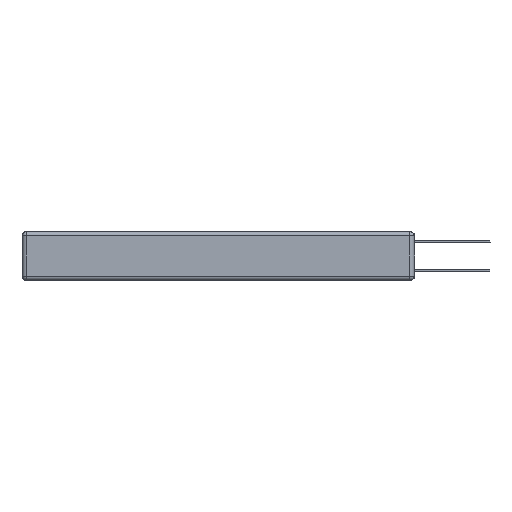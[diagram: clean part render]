
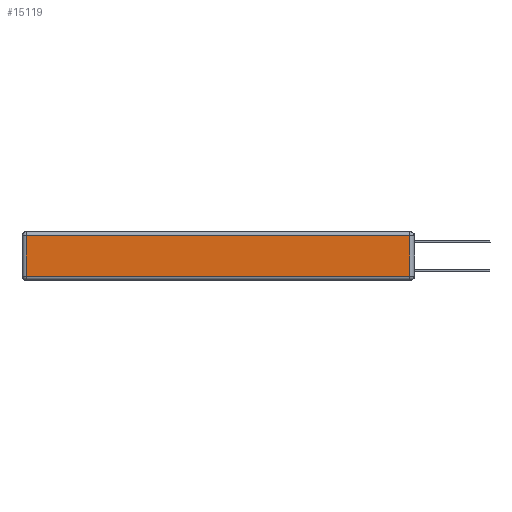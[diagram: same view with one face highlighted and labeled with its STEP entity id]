
A CAD part, left-side view. The second image highlights one B-rep face of the part: STEP entity #15119.
In plain terms, the highlighted planar face has unit normal (-1, 0, 0).
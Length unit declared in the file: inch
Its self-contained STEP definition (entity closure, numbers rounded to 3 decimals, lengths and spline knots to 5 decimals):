
#79 = VECTOR ( 'NONE', #12615, 39.37008 ) ;
#478 = CARTESIAN_POINT ( 'NONE',  ( 0., 0.03, -0.313 ) ) ;
#2271 = EDGE_LOOP ( 'NONE', ( #17744, #15204, #8438, #2688 ) ) ;
#2688 = ORIENTED_EDGE ( 'NONE', *, *, #9515, .T. ) ;
#3412 = VERTEX_POINT ( 'NONE', #16862 ) ;
#3734 = VECTOR ( 'NONE', #15276, 39.37008 ) ;
#5128 = EDGE_CURVE ( 'NONE', #8142, #18272, #21381, .T. ) ;
#6083 = AXIS2_PLACEMENT_3D ( 'NONE', #6234, #9976, #13581 ) ;
#6234 = CARTESIAN_POINT ( 'NONE',  ( 0., 0., -0.343 ) ) ;
#7086 = CARTESIAN_POINT ( 'NONE',  ( 0., 0.03, -0.03 ) ) ;
#7875 = CARTESIAN_POINT ( 'NONE',  ( 0., 2.72, -0.03 ) ) ;
#8142 = VERTEX_POINT ( 'NONE', #7086 ) ;
#8438 = ORIENTED_EDGE ( 'NONE', *, *, #5128, .T. ) ;
#8851 = CARTESIAN_POINT ( 'NONE',  ( 0., 2.72, -0.343 ) ) ;
#9180 = EDGE_CURVE ( 'NONE', #3412, #18829, #16370, .T. ) ;
#9515 = EDGE_CURVE ( 'NONE', #18272, #3412, #15518, .T. ) ;
#9976 = DIRECTION ( 'NONE',  ( -1., 0., 0. ) ) ;
#10180 = DIRECTION ( 'NONE',  ( 0., 0., 1. ) ) ;
#11184 = EDGE_CURVE ( 'NONE', #18829, #8142, #23050, .T. ) ;
#11651 = CARTESIAN_POINT ( 'NONE',  ( 0., 2.75, -0.03 ) ) ;
#12363 = VECTOR ( 'NONE', #10180, 39.37008 ) ;
#12615 = DIRECTION ( 'NONE',  ( 0., 0., -1. ) ) ;
#13581 = DIRECTION ( 'NONE',  ( 0., 0., 1. ) ) ;
#15119 = ADVANCED_FACE ( 'NONE', ( #22632 ), #18540, .T. ) ;
#15204 = ORIENTED_EDGE ( 'NONE', *, *, #11184, .T. ) ;
#15276 = DIRECTION ( 'NONE',  ( 0., 1., 0. ) ) ;
#15518 = LINE ( 'NONE', #8851, #79 ) ;
#16370 = LINE ( 'NONE', #18595, #17210 ) ;
#16862 = CARTESIAN_POINT ( 'NONE',  ( 0., 2.72, -0.313 ) ) ;
#17210 = VECTOR ( 'NONE', #22052, 39.37008 ) ;
#17744 = ORIENTED_EDGE ( 'NONE', *, *, #9180, .T. ) ;
#18272 = VERTEX_POINT ( 'NONE', #7875 ) ;
#18540 = PLANE ( 'NONE',  #6083 ) ;
#18595 = CARTESIAN_POINT ( 'NONE',  ( 0., 0., -0.313 ) ) ;
#18829 = VERTEX_POINT ( 'NONE', #478 ) ;
#20940 = CARTESIAN_POINT ( 'NONE',  ( 0., 0.03, -0.343 ) ) ;
#21381 = LINE ( 'NONE', #11651, #3734 ) ;
#22052 = DIRECTION ( 'NONE',  ( 0., -1., 0. ) ) ;
#22632 = FACE_OUTER_BOUND ( 'NONE', #2271, .T. ) ;
#23050 = LINE ( 'NONE', #20940, #12363 ) ;
